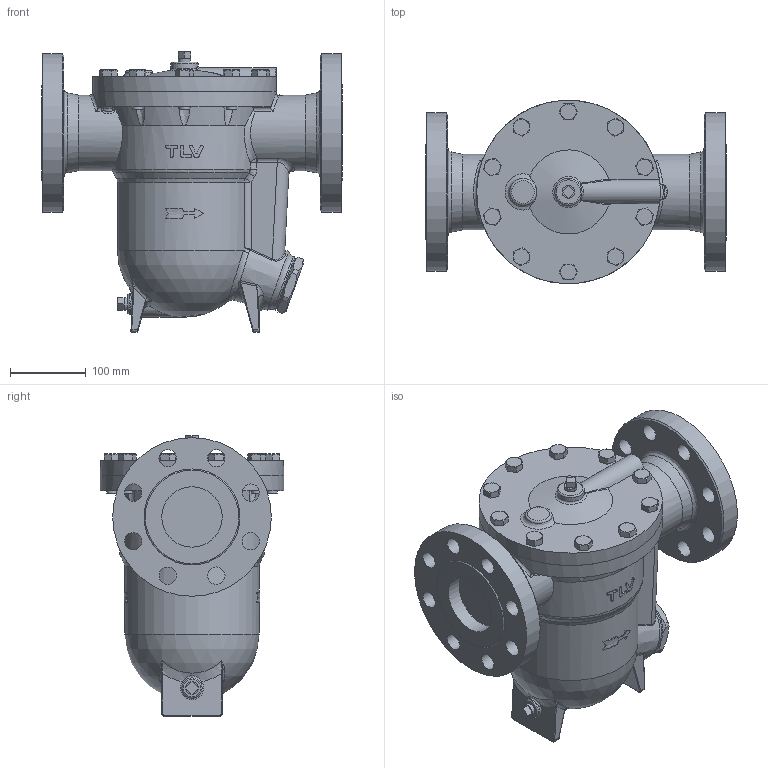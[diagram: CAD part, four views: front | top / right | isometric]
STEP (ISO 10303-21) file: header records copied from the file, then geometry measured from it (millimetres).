
FILE_DESCRIPTION((''),'2;1');
FILE_NAME('j72x0-080-a0300-00.stp','2010-06-02T13:49:05',('nakaot'),(''),'Autodesk Inventor 2008','Autodesk Inventor 2008','');
FILE_SCHEMA(('AUTOMOTIVE_DESIGN { 1 0 10303 214 1 1 1 1 }'));
Length unit declared in the file: millimetre
Products named in the file (1): j72x0-080-a0300-00
Bounding box: 398 x 243 x 371.6 mm (x, y, z)
Volume: 12149943.2 mm3; surface area: 586681.3 mm2
Topology: 1 solids, 5 shells, 511 faces, 1253 edges, 784 vertices
Faces by surface type: plane 195, bspline 119, cylinder 106, cone 82, torus 6, sphere 3
Full cylindrical faces by diameter (mm): 11.835 x2, 14 x16, 26.681 x1, 36 x1, 75 x1, 80 x2, 100 x2, 210 x2, 243 x1
Entity records: 25938 total; most frequent: CARTESIAN_POINT 15364, ORIENTED_EDGE 2236, DIRECTION 1976, EDGE_CURVE 1118, AXIS2_PLACEMENT_3D 829, VERTEX_POINT 736, EDGE_LOOP 682, FACE_OUTER_BOUND 511
